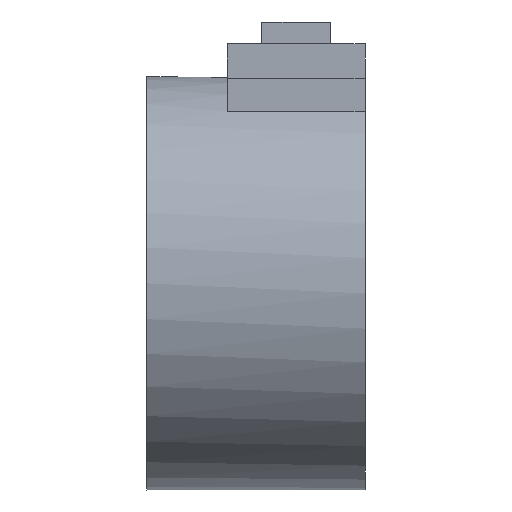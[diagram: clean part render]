
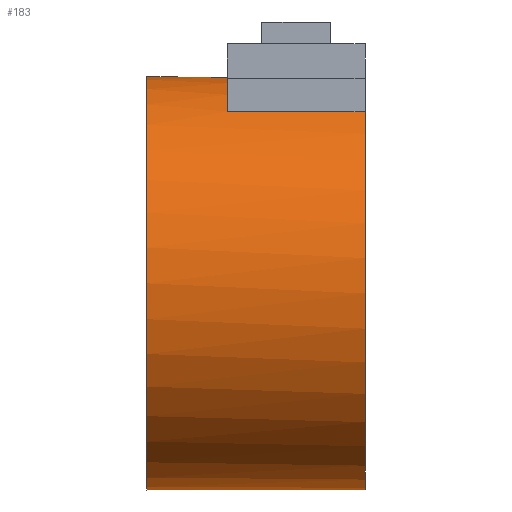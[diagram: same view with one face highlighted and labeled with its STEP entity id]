
A CAD part, front view. The second image highlights one B-rep face of the part: STEP entity #183.
In plain terms, the highlighted cylindrical face has radius 18 mm (diameter 36 mm), a full revolution.
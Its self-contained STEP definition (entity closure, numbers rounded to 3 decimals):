
#183=ADVANCED_FACE('',(#394,#396),#398,.T.);
#394=FACE_BOUND('',#395,.T.);
#395=EDGE_LOOP('',(#572,#573,#574,#575,#576));
#396=FACE_OUTER_BOUND('',#397,.T.);
#397=EDGE_LOOP('',(#577));
#398=CYLINDRICAL_SURFACE('',#399,18.);
#399=AXIS2_PLACEMENT_3D('',#400,#401,#402);
#400=CARTESIAN_POINT('',(0.,0.,0.));
#401=DIRECTION('',(1.,0.,0.));
#402=DIRECTION('',(0.,1.,0.));
#572=ORIENTED_EDGE('',*,*,#636,.F.);
#573=ORIENTED_EDGE('',*,*,#639,.F.);
#574=ORIENTED_EDGE('',*,*,#626,.F.);
#575=ORIENTED_EDGE('',*,*,#638,.F.);
#576=ORIENTED_EDGE('',*,*,#632,.F.);
#577=ORIENTED_EDGE('',*,*,#648,.F.);
#626=EDGE_CURVE('',#700,#701,#702,.T.);
#632=EDGE_CURVE('',#708,#709,#710,.T.);
#636=EDGE_CURVE('',#713,#708,#715,.T.);
#638=EDGE_CURVE('',#709,#700,#718,.F.);
#639=EDGE_CURVE('',#701,#713,#719,.T.);
#648=EDGE_CURVE('',#732,#732,#733,.T.);
#700=VERTEX_POINT('',#840);
#701=VERTEX_POINT('',#841);
#702=CIRCLE('',#842,18.);
#708=VERTEX_POINT('',#861);
#709=VERTEX_POINT('',#862);
#710=CIRCLE('',#863,18.);
#713=VERTEX_POINT('',#873);
#715=CIRCLE('',#877,18.);
#718=LINE('',#886,#887);
#719=LINE('',#889,#890);
#732=VERTEX_POINT('',#920);
#733=CIRCLE('',#921,18.);
#840=CARTESIAN_POINT('',(5.,10.,14.967));
#841=CARTESIAN_POINT('',(5.,-10.,14.967));
#842=AXIS2_PLACEMENT_3D('',#843,#844,#845);
#843=CARTESIAN_POINT('',(5.,0.,0.));
#844=DIRECTION('',(1.,0.,0.));
#845=DIRECTION('',(0.,0.556,0.831));
#861=CARTESIAN_POINT('',(17.,18.,0.));
#862=CARTESIAN_POINT('',(17.,10.,14.967));
#863=AXIS2_PLACEMENT_3D('',#864,#865,#866);
#864=CARTESIAN_POINT('',(17.,0.,0.));
#865=DIRECTION('',(1.,0.,0.));
#866=DIRECTION('',(0.,1.,0.));
#873=CARTESIAN_POINT('',(17.,-10.,14.967));
#877=AXIS2_PLACEMENT_3D('',#878,#879,#880);
#878=CARTESIAN_POINT('',(17.,0.,0.));
#879=DIRECTION('',(1.,0.,0.));
#880=DIRECTION('',(0.,-0.556,0.831));
#886=CARTESIAN_POINT('',(5.,10.,14.967));
#887=VECTOR('',#888,1.);
#888=DIRECTION('',(1.,0.,0.));
#889=CARTESIAN_POINT('',(5.,-10.,14.967));
#890=VECTOR('',#891,1.);
#891=DIRECTION('',(1.,0.,0.));
#920=CARTESIAN_POINT('',(-2.,18.,0.));
#921=AXIS2_PLACEMENT_3D('',#922,#923,#924);
#922=CARTESIAN_POINT('',(-2.,0.,0.));
#923=DIRECTION('',(-1.,0.,0.));
#924=DIRECTION('',(0.,1.,0.));
